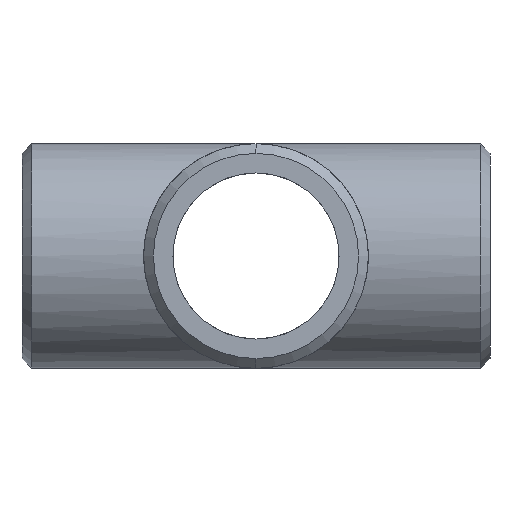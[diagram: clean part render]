
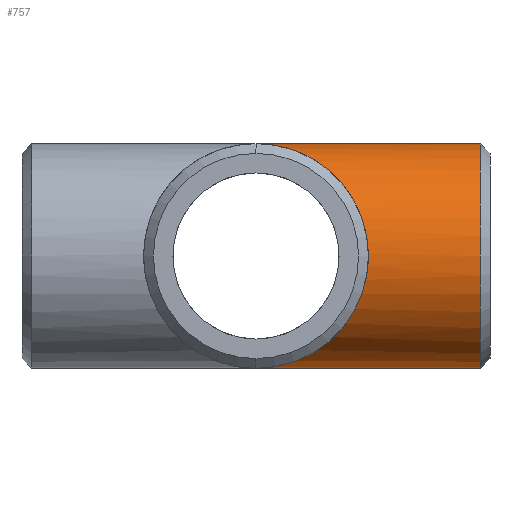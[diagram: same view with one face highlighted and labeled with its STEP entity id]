
A CAD part, left-side view. The second image highlights one B-rep face of the part: STEP entity #757.
In plain terms, the highlighted cylindrical face has radius 36.5 mm (diameter 73 mm), a partial arc.
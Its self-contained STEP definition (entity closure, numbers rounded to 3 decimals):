
#15 = DIRECTION ( 'NONE',  ( 0., 0., -1. ) ) ;
#65 = EDGE_CURVE ( 'NONE', #401, #406, #224, .T. ) ;
#77 = ORIENTED_EDGE ( 'NONE', *, *, #727, .F. ) ;
#80 = LINE ( 'NONE', #371, #543 ) ;
#87 = EDGE_CURVE ( 'NONE', #406, #330, #80, .T. ) ;
#111 = AXIS2_PLACEMENT_3D ( 'NONE', #124, #732, #15 ) ;
#124 = CARTESIAN_POINT ( 'NONE',  ( 0., -76., 0. ) ) ;
#157 = LINE ( 'NONE', #502, #355 ) ;
#164 = ORIENTED_EDGE ( 'NONE', *, *, #471, .F. ) ;
#172 = CARTESIAN_POINT ( 'NONE',  ( 0., -72.823, 36.5 ) ) ;
#203 = CARTESIAN_POINT ( 'NONE',  ( 0., -72.823, 0. ) ) ;
#224 = CIRCLE ( 'NONE', #791, 36.5 ) ;
#234 = ORIENTED_EDGE ( 'NONE', *, *, #65, .T. ) ;
#242 = CARTESIAN_POINT ( 'NONE',  ( -73., -73., -36.5 ) ) ;
#268 = EDGE_LOOP ( 'NONE', ( #234, #575, #164, #77 ) ) ;
#278 = VERTEX_POINT ( 'NONE', #315 ) ;
#315 = CARTESIAN_POINT ( 'NONE',  ( 0., 0., -36.5 ) ) ;
#330 = VERTEX_POINT ( 'NONE', #652 ) ;
#343 =( BOUNDED_CURVE ( )  B_SPLINE_CURVE ( 3, ( #622, #242, #428, #548 ),
 .UNSPECIFIED., .F., .F. ) 
 B_SPLINE_CURVE_WITH_KNOTS ( ( 4, 4 ),
 ( 4.712, 7.854 ),
 .UNSPECIFIED. ) 
 CURVE ( )  GEOMETRIC_REPRESENTATION_ITEM ( )  RATIONAL_B_SPLINE_CURVE ( ( 1., 0.333, 0.333, 1. ) ) 
 REPRESENTATION_ITEM ( '' )  );
#355 = VECTOR ( 'NONE', #554, 1000. ) ;
#363 = CARTESIAN_POINT ( 'NONE',  ( 0., -72.823, -36.5 ) ) ;
#371 = CARTESIAN_POINT ( 'NONE',  ( 0., -76., 36.5 ) ) ;
#379 = DIRECTION ( 'NONE',  ( 0., 1., 0. ) ) ;
#401 = VERTEX_POINT ( 'NONE', #363 ) ;
#406 = VERTEX_POINT ( 'NONE', #172 ) ;
#428 = CARTESIAN_POINT ( 'NONE',  ( -73., -73., 36.5 ) ) ;
#471 = EDGE_CURVE ( 'NONE', #278, #330, #343, .T. ) ;
#496 = CYLINDRICAL_SURFACE ( 'NONE', #111, 36.5 ) ;
#502 = CARTESIAN_POINT ( 'NONE',  ( 0., -76., -36.5 ) ) ;
#543 = VECTOR ( 'NONE', #562, 1000. ) ;
#548 = CARTESIAN_POINT ( 'NONE',  ( 0., 0., 36.5 ) ) ;
#554 = DIRECTION ( 'NONE',  ( 0., 1., 0. ) ) ;
#560 = FACE_OUTER_BOUND ( 'NONE', #268, .T. ) ;
#562 = DIRECTION ( 'NONE',  ( 0., 1., 0. ) ) ;
#575 = ORIENTED_EDGE ( 'NONE', *, *, #87, .T. ) ;
#622 = CARTESIAN_POINT ( 'NONE',  ( 0., 0., -36.5 ) ) ;
#623 = DIRECTION ( 'NONE',  ( 0., 0., -1. ) ) ;
#652 = CARTESIAN_POINT ( 'NONE',  ( 0., 0., 36.5 ) ) ;
#727 = EDGE_CURVE ( 'NONE', #401, #278, #157, .T. ) ;
#732 = DIRECTION ( 'NONE',  ( 0., 1., 0. ) ) ;
#757 = ADVANCED_FACE ( 'NONE', ( #560 ), #496, .T. ) ;
#791 = AXIS2_PLACEMENT_3D ( 'NONE', #203, #379, #623 ) ;
